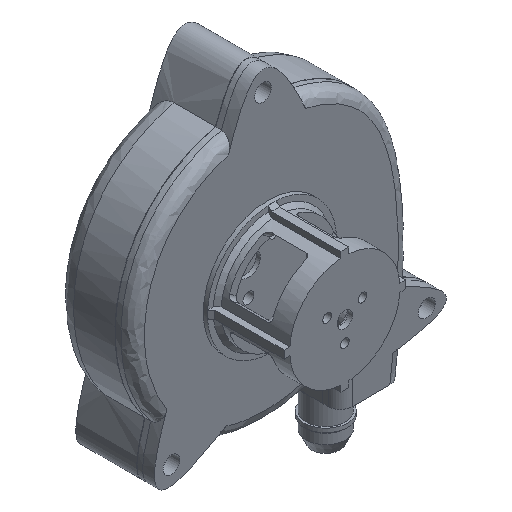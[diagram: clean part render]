
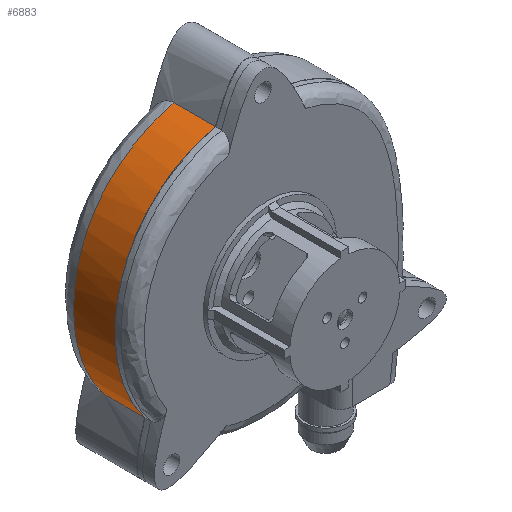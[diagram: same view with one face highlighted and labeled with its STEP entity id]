
A CAD part, isometric view. The second image highlights one B-rep face of the part: STEP entity #6883.
In plain terms, the highlighted free-form (B-spline) face has degree [3, 1] with [40, 2] control points.
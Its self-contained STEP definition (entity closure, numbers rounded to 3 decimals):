
#47=B_SPLINE_SURFACE_WITH_KNOTS('',3,1,((#18517,#18518),(#18519,#18520),
(#18521,#18522),(#18523,#18524),(#18525,#18526),(#18527,#18528),(#18529,
#18530),(#18531,#18532),(#18533,#18534),(#18535,#18536),(#18537,#18538),
(#18539,#18540),(#18541,#18542),(#18543,#18544),(#18545,#18546),(#18547,
#18548),(#18549,#18550),(#18551,#18552),(#18553,#18554),(#18555,#18556),
(#18557,#18558),(#18559,#18560),(#18561,#18562),(#18563,#18564),(#18565,
#18566),(#18567,#18568),(#18569,#18570),(#18571,#18572),(#18573,#18574),
(#18575,#18576),(#18577,#18578),(#18579,#18580),(#18581,#18582),(#18583,
#18584),(#18585,#18586),(#18587,#18588),(#18589,#18590),(#18591,#18592),
(#18593,#18594),(#18595,#18596)),.UNSPECIFIED.,.F.,.F.,.F.,(4,3,3,3,3,3,
3,3,3,3,3,3,3,4),(2,2),(-0.007,0.,0.125,0.227,
0.303,0.378,0.456,0.518,
0.582,0.665,0.735,0.811,
0.898,0.973),(-1.7,0.3),.UNSPECIFIED.);
#392=B_SPLINE_CURVE_WITH_KNOTS('',3,(#18472,#18473,#18474,#18475,#18476,
#18477,#18478,#18479,#18480,#18481,#18482,#18483,#18484,#18485,#18486),
 .UNSPECIFIED.,.F.,.F.,(4,2,1,2,1,2,1,2,4),(-5.872,-4.632,
-3.888,-2.896,-2.347,-1.615,
-0.913,-0.386,0.),
 .UNSPECIFIED.);
#395=B_SPLINE_CURVE_WITH_KNOTS('',3,(#18600,#18601,#18602,#18603,#18604,
#18605,#18606,#18607,#18608,#18609,#18610,#18611,#18612,#18613,#18614,#18615),
 .UNSPECIFIED.,.F.,.F.,(4,3,3,3,3,4),(-5.275,-4.133,
-2.629,-1.474,-0.348,0.),
 .UNSPECIFIED.);
#979=FACE_OUTER_BOUND('',#1404,.T.);
#1404=EDGE_LOOP('',(#5993,#5994,#5995,#5996));
#1835=LINE('',#18598,#2259);
#1836=LINE('',#18616,#2260);
#2259=VECTOR('',#8834,10.);
#2260=VECTOR('',#8835,10.);
#3203=VERTEX_POINT('',#18456);
#3204=VERTEX_POINT('',#18471);
#3206=VERTEX_POINT('',#18597);
#3207=VERTEX_POINT('',#18599);
#4165=EDGE_CURVE('',#3203,#3204,#392,.T.);
#4168=EDGE_CURVE('',#3203,#3206,#1835,.T.);
#4169=EDGE_CURVE('',#3206,#3207,#395,.T.);
#4170=EDGE_CURVE('',#3207,#3204,#1836,.T.);
#5993=ORIENTED_EDGE('',*,*,#4165,.F.);
#5994=ORIENTED_EDGE('',*,*,#4168,.T.);
#5995=ORIENTED_EDGE('',*,*,#4169,.T.);
#5996=ORIENTED_EDGE('',*,*,#4170,.T.);
#6883=ADVANCED_FACE('',(#979),#47,.T.);
#8834=DIRECTION('',(0.,-1.,0.));
#8835=DIRECTION('',(0.,1.,0.));
#18456=CARTESIAN_POINT('',(-26.874,11.,-20.151));
#18471=CARTESIAN_POINT('',(-8.904,11.,34.89));
#18472=CARTESIAN_POINT('Ctrl Pts',(-26.874,11.,-20.151));
#18473=CARTESIAN_POINT('Ctrl Pts',(-29.911,11.,-16.313));
#18474=CARTESIAN_POINT('Ctrl Pts',(-32.026,11.,-11.888));
#18475=CARTESIAN_POINT('Ctrl Pts',(-33.967,11.,-4.402));
#18476=CARTESIAN_POINT('Ctrl Pts',(-34.879,11.,2.222));
#18477=CARTESIAN_POINT('Ctrl Pts',(-34.087,11.,8.992));
#18478=CARTESIAN_POINT('Ctrl Pts',(-32.382,11.,14.779));
#18479=CARTESIAN_POINT('Ctrl Pts',(-30.467,11.,19.527));
#18480=CARTESIAN_POINT('Ctrl Pts',(-27.489,11.,23.723));
#18481=CARTESIAN_POINT('Ctrl Pts',(-23.443,11.,27.892));
#18482=CARTESIAN_POINT('Ctrl Pts',(-19.486,11.,30.913));
#18483=CARTESIAN_POINT('Ctrl Pts',(-15.123,11.,32.929));
#18484=CARTESIAN_POINT('Ctrl Pts',(-11.775,11.,34.138));
#18485=CARTESIAN_POINT('Ctrl Pts',(-10.341,11.,34.556));
#18486=CARTESIAN_POINT('Ctrl Pts',(-8.904,11.,34.89));
#18517=CARTESIAN_POINT('Ctrl Pts',(33.961,16.,-39.606));
#18518=CARTESIAN_POINT('Ctrl Pts',(33.961,-4.,-39.606));
#18519=CARTESIAN_POINT('Ctrl Pts',(34.07,16.,-38.73));
#18520=CARTESIAN_POINT('Ctrl Pts',(34.07,-4.,-38.73));
#18521=CARTESIAN_POINT('Ctrl Pts',(34.18,16.,-37.855));
#18522=CARTESIAN_POINT('Ctrl Pts',(34.18,-4.,-37.855));
#18523=CARTESIAN_POINT('Ctrl Pts',(34.29,16.,-36.979));
#18524=CARTESIAN_POINT('Ctrl Pts',(34.29,-4.,-36.979));
#18525=CARTESIAN_POINT('Ctrl Pts',(36.158,16.,-22.056));
#18526=CARTESIAN_POINT('Ctrl Pts',(36.158,-4.,-22.056));
#18527=CARTESIAN_POINT('Ctrl Pts',(36.627,16.,-9.467));
#18528=CARTESIAN_POINT('Ctrl Pts',(36.627,-4.,-9.467));
#18529=CARTESIAN_POINT('Ctrl Pts',(35.528,16.,0.876));
#18530=CARTESIAN_POINT('Ctrl Pts',(35.528,-4.,0.876));
#18531=CARTESIAN_POINT('Ctrl Pts',(34.632,16.,9.306));
#18532=CARTESIAN_POINT('Ctrl Pts',(34.632,-4.,9.306));
#18533=CARTESIAN_POINT('Ctrl Pts',(32.7,16.,16.28));
#18534=CARTESIAN_POINT('Ctrl Pts',(32.7,-4.,16.28));
#18535=CARTESIAN_POINT('Ctrl Pts',(29.255,16.,21.823));
#18536=CARTESIAN_POINT('Ctrl Pts',(29.255,-4.,21.823));
#18537=CARTESIAN_POINT('Ctrl Pts',(26.674,16.,25.976));
#18538=CARTESIAN_POINT('Ctrl Pts',(26.674,-4.,25.976));
#18539=CARTESIAN_POINT('Ctrl Pts',(23.193,16.,29.288));
#18540=CARTESIAN_POINT('Ctrl Pts',(23.193,-4.,29.288));
#18541=CARTESIAN_POINT('Ctrl Pts',(18.9,16.,31.634));
#18542=CARTESIAN_POINT('Ctrl Pts',(18.9,-4.,31.634));
#18543=CARTESIAN_POINT('Ctrl Pts',(14.677,16.,33.942));
#18544=CARTESIAN_POINT('Ctrl Pts',(14.677,-4.,33.942));
#18545=CARTESIAN_POINT('Ctrl Pts',(9.678,16.,35.36));
#18546=CARTESIAN_POINT('Ctrl Pts',(9.678,-4.,35.36));
#18547=CARTESIAN_POINT('Ctrl Pts',(4.237,16.,35.811));
#18548=CARTESIAN_POINT('Ctrl Pts',(4.237,-4.,35.811));
#18549=CARTESIAN_POINT('Ctrl Pts',(-1.392,16.,36.278));
#18550=CARTESIAN_POINT('Ctrl Pts',(-1.392,-4.,36.278));
#18551=CARTESIAN_POINT('Ctrl Pts',(-7.495,16.,35.683));
#18552=CARTESIAN_POINT('Ctrl Pts',(-7.495,-4.,35.683));
#18553=CARTESIAN_POINT('Ctrl Pts',(-13.187,16.,33.628));
#18554=CARTESIAN_POINT('Ctrl Pts',(-13.187,-4.,33.628));
#18555=CARTESIAN_POINT('Ctrl Pts',(-17.736,16.,31.986));
#18556=CARTESIAN_POINT('Ctrl Pts',(-17.736,-4.,31.986));
#18557=CARTESIAN_POINT('Ctrl Pts',(-21.999,16.,29.379));
#18558=CARTESIAN_POINT('Ctrl Pts',(-21.999,-4.,29.379));
#18559=CARTESIAN_POINT('Ctrl Pts',(-25.422,16.,25.853));
#18560=CARTESIAN_POINT('Ctrl Pts',(-25.422,-4.,25.853));
#18561=CARTESIAN_POINT('Ctrl Pts',(-28.934,16.,22.236));
#18562=CARTESIAN_POINT('Ctrl Pts',(-28.934,-4.,22.236));
#18563=CARTESIAN_POINT('Ctrl Pts',(-31.529,16.,17.671));
#18564=CARTESIAN_POINT('Ctrl Pts',(-31.529,-4.,17.671));
#18565=CARTESIAN_POINT('Ctrl Pts',(-32.99,16.,12.712));
#18566=CARTESIAN_POINT('Ctrl Pts',(-32.99,-4.,12.712));
#18567=CARTESIAN_POINT('Ctrl Pts',(-34.892,16.,6.258));
#18568=CARTESIAN_POINT('Ctrl Pts',(-34.892,-4.,6.258));
#18569=CARTESIAN_POINT('Ctrl Pts',(-34.895,16.,-0.824));
#18570=CARTESIAN_POINT('Ctrl Pts',(-34.895,-4.,-0.824));
#18571=CARTESIAN_POINT('Ctrl Pts',(-33.239,16.,-7.21));
#18572=CARTESIAN_POINT('Ctrl Pts',(-33.239,-4.,-7.21));
#18573=CARTESIAN_POINT('Ctrl Pts',(-31.844,16.,-12.587));
#18574=CARTESIAN_POINT('Ctrl Pts',(-31.844,-4.,-12.587));
#18575=CARTESIAN_POINT('Ctrl Pts',(-29.276,16.,-17.453));
#18576=CARTESIAN_POINT('Ctrl Pts',(-29.276,-4.,-17.453));
#18577=CARTESIAN_POINT('Ctrl Pts',(-25.91,16.,-21.312));
#18578=CARTESIAN_POINT('Ctrl Pts',(-25.91,-4.,-21.312));
#18579=CARTESIAN_POINT('Ctrl Pts',(-22.217,16.,-25.547));
#18580=CARTESIAN_POINT('Ctrl Pts',(-22.217,-4.,-25.547));
#18581=CARTESIAN_POINT('Ctrl Pts',(-17.592,16.,-28.568));
#18582=CARTESIAN_POINT('Ctrl Pts',(-17.592,-4.,-28.568));
#18583=CARTESIAN_POINT('Ctrl Pts',(-12.709,16.,-30.354));
#18584=CARTESIAN_POINT('Ctrl Pts',(-12.709,-4.,-30.354));
#18585=CARTESIAN_POINT('Ctrl Pts',(-7.221,16.,-32.363));
#18586=CARTESIAN_POINT('Ctrl Pts',(-7.221,-4.,-32.363));
#18587=CARTESIAN_POINT('Ctrl Pts',(-1.436,16.,-32.873));
#18588=CARTESIAN_POINT('Ctrl Pts',(-1.436,-4.,-32.873));
#18589=CARTESIAN_POINT('Ctrl Pts',(4.152,16.,-32.116));
#18590=CARTESIAN_POINT('Ctrl Pts',(4.152,-4.,-32.116));
#18591=CARTESIAN_POINT('Ctrl Pts',(9.043,16.,-31.453));
#18592=CARTESIAN_POINT('Ctrl Pts',(9.043,-4.,-31.453));
#18593=CARTESIAN_POINT('Ctrl Pts',(13.793,16.,-29.812));
#18594=CARTESIAN_POINT('Ctrl Pts',(13.793,-4.,-29.812));
#18595=CARTESIAN_POINT('Ctrl Pts',(18.313,16.,-27.269));
#18596=CARTESIAN_POINT('Ctrl Pts',(18.313,-4.,-27.269));
#18597=CARTESIAN_POINT('',(-26.874,0.5,-20.151));
#18598=CARTESIAN_POINT('',(-26.874,16.,-20.151));
#18599=CARTESIAN_POINT('',(-8.904,0.5,34.89));
#18600=CARTESIAN_POINT('Ctrl Pts',(-26.874,0.5,
-20.151));
#18601=CARTESIAN_POINT('Ctrl Pts',(-29.767,0.5,
-16.496));
#18602=CARTESIAN_POINT('Ctrl Pts',(-31.981,0.5,
-12.061));
#18603=CARTESIAN_POINT('Ctrl Pts',(-33.239,0.5,
-7.21));
#18604=CARTESIAN_POINT('Ctrl Pts',(-34.895,0.5,
-0.824));
#18605=CARTESIAN_POINT('Ctrl Pts',(-34.892,0.5,
6.258));
#18606=CARTESIAN_POINT('Ctrl Pts',(-32.99,0.5,
12.712));
#18607=CARTESIAN_POINT('Ctrl Pts',(-31.529,0.5,
17.671));
#18608=CARTESIAN_POINT('Ctrl Pts',(-28.934,0.5,
22.236));
#18609=CARTESIAN_POINT('Ctrl Pts',(-25.422,0.5,25.853));
#18610=CARTESIAN_POINT('Ctrl Pts',(-21.999,0.5,
29.379));
#18611=CARTESIAN_POINT('Ctrl Pts',(-17.736,0.5,
31.986));
#18612=CARTESIAN_POINT('Ctrl Pts',(-13.187,0.5,
33.628));
#18613=CARTESIAN_POINT('Ctrl Pts',(-11.78,0.5,
34.136));
#18614=CARTESIAN_POINT('Ctrl Pts',(-10.348,0.5,
34.555));
#18615=CARTESIAN_POINT('Ctrl Pts',(-8.904,0.5,
34.89));
#18616=CARTESIAN_POINT('',(-8.904,16.,34.89));
